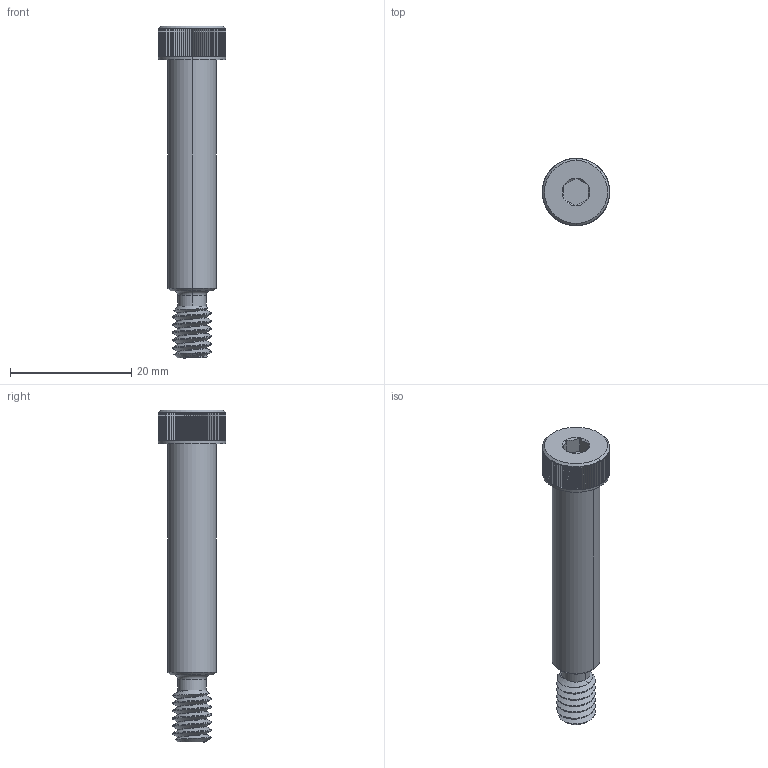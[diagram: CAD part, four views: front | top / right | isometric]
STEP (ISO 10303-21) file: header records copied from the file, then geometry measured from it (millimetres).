
FILE_DESCRIPTION (( 'STEP AP203' ), '1' );
FILE_NAME ('91259A587.STEP', '2018-01-19T22:03:10', ( '' ), ( '' ), 'SwSTEP 2.0', 'SolidWorks 2014', '' );
FILE_SCHEMA (( 'CONFIG_CONTROL_DESIGN' ));
Length unit declared in the file: inch
Products named in the file (1): 91259A587
Bounding box: 11.11 x 11.11 x 54.77 mm (x, y, z)
Volume: 2611.4 mm3; surface area: 1808.1 mm2
Topology: 1 solids, 1 shells, 447 faces, 1010 edges, 666 vertices
Faces by surface type: plane 407, cylinder 18, cone 17, bspline 3, torus 2
Entity records: 13951 total; most frequent: CARTESIAN_POINT 3703, DIRECTION 2087, ORIENTED_EDGE 2020, EDGE_CURVE 1010, LINE 733, VECTOR 733, AXIS2_PLACEMENT_3D 677, VERTEX_POINT 666
